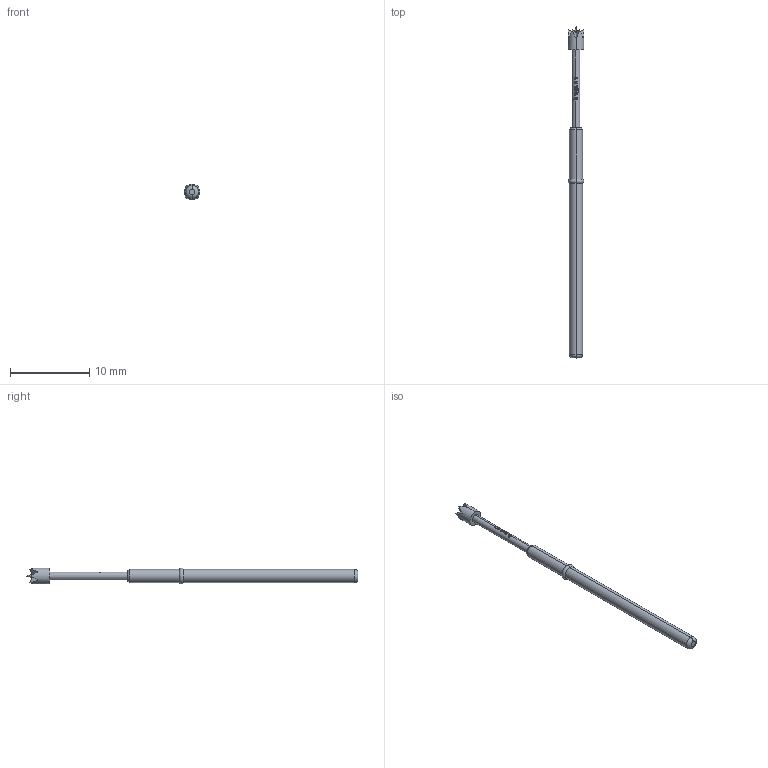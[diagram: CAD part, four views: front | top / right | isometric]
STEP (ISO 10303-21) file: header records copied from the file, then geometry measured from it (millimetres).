
FILE_DESCRIPTION (( 'STEP AP203' ), '1' );
FILE_NAME ('INGUN_GKS-412_224_200_R_xx07.STEP', '2020-09-14T16:16:16', ( '' ), ( '' ), 'SwSTEP 2.0', 'SolidWorks 2018', '' );
FILE_SCHEMA (( 'CONFIG_CONTROL_DESIGN' ));
Length unit declared in the file: millimetre
Products named in the file (1): INGUN_GKS-412_224_200_R_xx07
Bounding box: 2 x 41.8 x 2 mm (x, y, z)
Volume: 76.3 mm3; surface area: 205.8 mm2
Topology: 1 solids, 1 shells, 131 faces, 363 edges, 235 vertices
Faces by surface type: plane 55, cylinder 27, bspline 22, cone 17, torus 10
Entity records: 5406 total; most frequent: CARTESIAN_POINT 2610, ORIENTED_EDGE 722, EDGE_CURVE 361, DIRECTION 341, B_SPLINE_CURVE_WITH_KNOTS 258, VERTEX_POINT 235, AXIS2_PLACEMENT_3D 152, EDGE_LOOP 134
